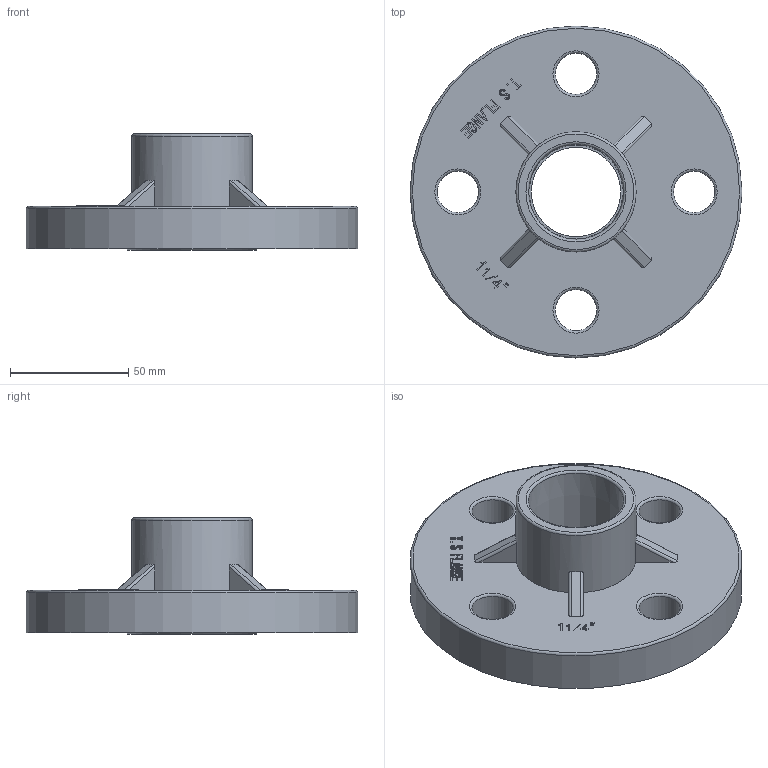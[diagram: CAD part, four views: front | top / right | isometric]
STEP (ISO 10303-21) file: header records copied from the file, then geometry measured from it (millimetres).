
FILE_DESCRIPTION(/* description */ (''),/* implementation_level */ '2;1');
FILE_NAME(/* name */ '40固定法兰.stp',/* time_stamp */ '2024-09-11T14:09:35+08:00',/* author */ (''),/* organization */ (''),/* preprocessor_version */ 'ST-DEVELOPER v16',/* originating_system */ 'SIEMENS PLM Software NX 10.0',/* authorisation */ '');
FILE_SCHEMA (('AUTOMOTIVE_DESIGN { 1 0 10303 214 3 1 1 1 }'));
Length unit declared in the file: millimetre
Products named in the file (1): gelv0E4CC66Bmg9l
Bounding box: 140.5 x 140.5 x 49.2 mm (x, y, z)
Volume: 191890.6 mm3; surface area: 63373.8 mm2
Topology: 1 solids, 1 shells, 374 faces, 961 edges, 612 vertices
Faces by surface type: plane 190, cylinder 87, torus 47, extrusion 27, bspline 16, cone 7
Full cylindrical faces by diameter (mm): 17.5 x4, 37.8 x1, 50.9 x1, 140.5 x1
Entity records: 12687 total; most frequent: CARTESIAN_POINT 4206, ORIENTED_EDGE 1862, DIRECTION 1549, EDGE_CURVE 931, VERTEX_POINT 603, AXIS2_PLACEMENT_3D 595, EDGE_LOOP 428, ADVANCED_FACE 374
